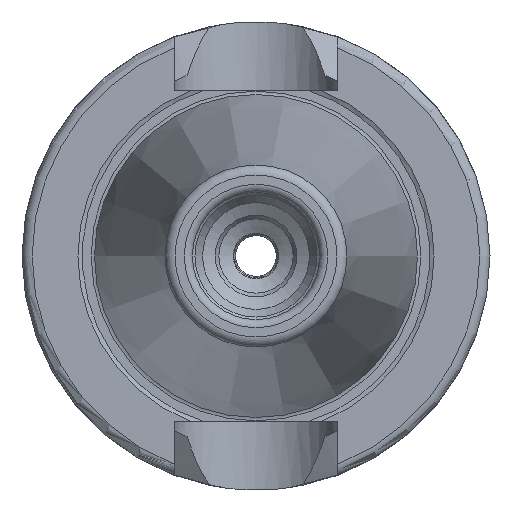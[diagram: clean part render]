
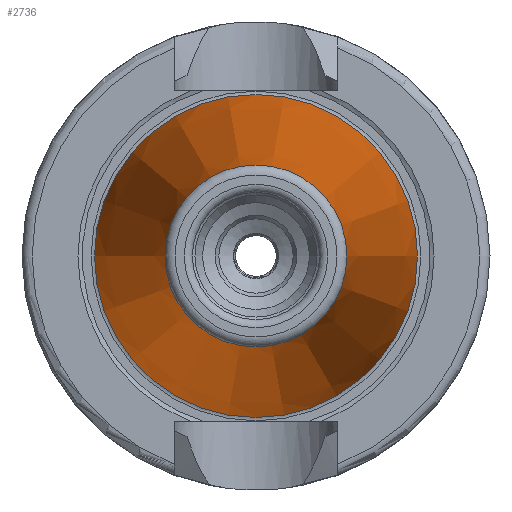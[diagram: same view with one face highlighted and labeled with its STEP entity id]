
A CAD part, left-side view. The second image highlights one B-rep face of the part: STEP entity #2736.
In plain terms, the highlighted conical face has half-angle 8.297 degrees and reference radius 12.408 mm.
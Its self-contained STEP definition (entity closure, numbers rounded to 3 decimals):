
#2702=CARTESIAN_POINT('',(-47.544,8.941,0.0));
#2703=VERTEX_POINT('',#2702);
#2704=CARTESIAN_POINT('',(-47.544,0.,0.0));
#2705=DIRECTION('',(1.0,0.0,0.0));
#2706=DIRECTION('',(0.0,1.0,0.0));
#2707=AXIS2_PLACEMENT_3D('',#2704,#2705,#2706);
#2708=CIRCLE('',#2707,8.941);
#2709=EDGE_CURVE('',#2703,#2703,#2708,.T.);
#2717=CARTESIAN_POINT('',(-23.772,0.,0.0));
#2718=DIRECTION('',(1.0,0.,0.0));
#2719=DIRECTION('',(0.0,1.0,0.0));
#2720=AXIS2_PLACEMENT_3D('',#2717,#2718,#2719);
#2721=CONICAL_SURFACE('',#2720,12.408,8.297);
#2722=CARTESIAN_POINT('',(0.0,15.875,0.0));
#2723=VERTEX_POINT('',#2722);
#2724=CARTESIAN_POINT('',(0.,0.,0.0));
#2725=DIRECTION('',(1.0,0.0,0.0));
#2726=DIRECTION('',(0.0,1.0,0.0));
#2727=AXIS2_PLACEMENT_3D('',#2724,#2725,#2726);
#2728=CIRCLE('',#2727,15.875);
#2729=EDGE_CURVE('',#2723,#2723,#2728,.T.);
#2730=ORIENTED_EDGE('',*,*,#2729,.F.);
#2731=EDGE_LOOP('',(#2730));
#2732=FACE_OUTER_BOUND('',#2731,.T.);
#2733=ORIENTED_EDGE('',*,*,#2709,.T.);
#2734=EDGE_LOOP('',(#2733));
#2735=FACE_BOUND('',#2734,.T.);
#2736=ADVANCED_FACE('',(#2732,#2735),#2721,.T.);
